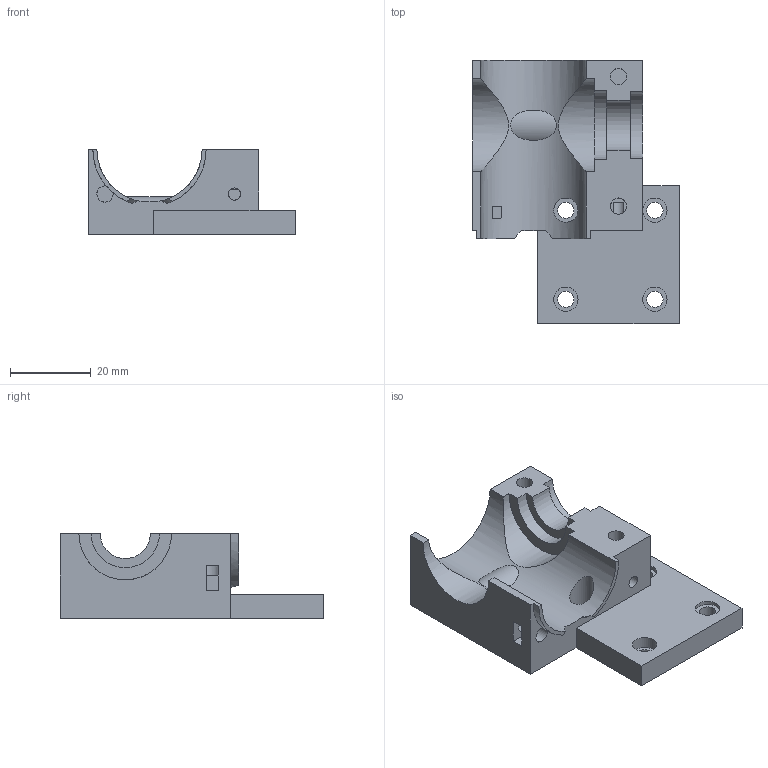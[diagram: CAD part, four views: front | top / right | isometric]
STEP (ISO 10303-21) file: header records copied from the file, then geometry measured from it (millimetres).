
FILE_DESCRIPTION(('FreeCAD Model'),'2;1');
FILE_NAME( 'R_MountShell_Back_E3DV6.step', '2018-11-15T21:22:09',('Author'),(''), 'Open CASCADE STEP processor 7.2','FreeCAD','Unknown');
FILE_SCHEMA(('AUTOMOTIVE_DESIGN_CC2 { 1 2 10303 214 -1 1 5 4 }'));
Length unit declared in the file: millimetre
Products named in the file (1): UnterSchale_Right
Bounding box: 51 x 65 x 21 mm (x, y, z)
Volume: 27732.3 mm3; surface area: 10245.8 mm2
Topology: 1 solids, 1 shells, 69 faces, 191 edges, 131 vertices
Faces by surface type: plane 43, cylinder 24, cone 2
Full cylindrical faces by diameter (mm): 3 x1, 4 x10, 6 x4
Entity records: 7514 total; most frequent: CARTESIAN_POINT 3825, DIRECTION 646, ORIENTED_EDGE 382, PCURVE 382, DEFINITIONAL_REPRESENTATION 382, LINE 360, VECTOR 360, EDGE_CURVE 191
